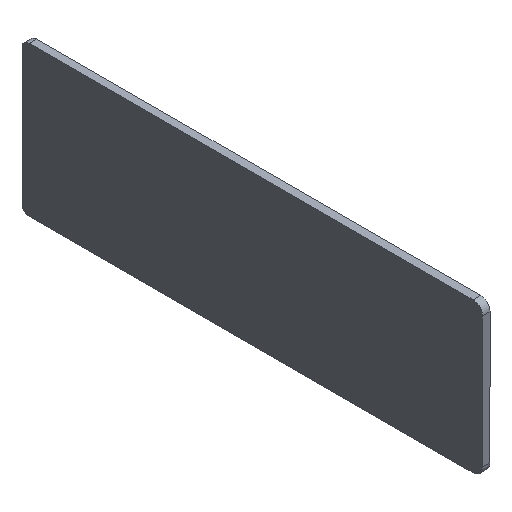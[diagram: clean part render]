
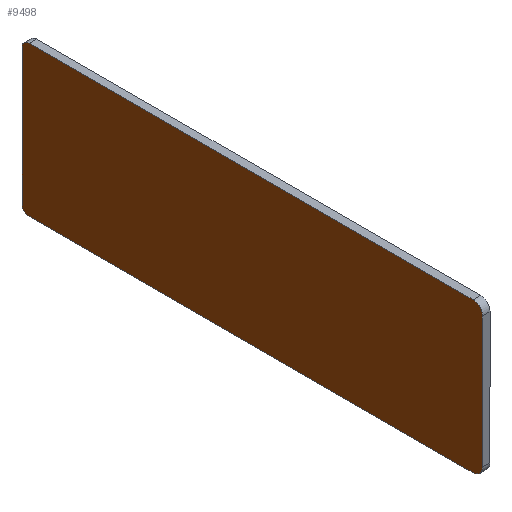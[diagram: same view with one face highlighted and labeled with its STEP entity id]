
A CAD part, isometric view. The second image highlights one B-rep face of the part: STEP entity #9498.
In plain terms, the highlighted planar face has unit normal (-1, 0, 0).
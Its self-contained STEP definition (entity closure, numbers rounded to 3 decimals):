
#496=PLANE('',#10164);
#752=FACE_OUTER_BOUND('',#1315,.T.);
#1315=EDGE_LOOP('',(#6846,#6847,#6848,#6849,#6850,#6851,#6852,#6853));
#1868=LINE('',#12796,#2846);
#2075=LINE('',#13756,#3053);
#2076=LINE('',#13760,#3054);
#2077=LINE('',#13763,#3055);
#2846=VECTOR('',#10653,10.);
#3053=VECTOR('',#11066,10.);
#3054=VECTOR('',#11069,1.);
#3055=VECTOR('',#11072,1.);
#3820=CIRCLE('',#10059,4.);
#3921=CIRCLE('',#10163,4.);
#3922=CIRCLE('',#10165,3.);
#3923=CIRCLE('',#10166,3.);
#4038=VERTEX_POINT('',#12783);
#4039=VERTEX_POINT('',#12784);
#4043=VERTEX_POINT('',#12794);
#4416=VERTEX_POINT('',#13751);
#4417=VERTEX_POINT('',#13755);
#4418=VERTEX_POINT('',#13757);
#4419=VERTEX_POINT('',#13759);
#4420=VERTEX_POINT('',#13761);
#4996=EDGE_CURVE('',#4038,#4039,#3820,.T.);
#5002=EDGE_CURVE('',#4038,#4043,#1868,.T.);
#5377=EDGE_CURVE('',#4416,#4043,#3921,.T.);
#5378=EDGE_CURVE('',#4416,#4417,#2075,.T.);
#5379=EDGE_CURVE('',#4418,#4417,#3922,.T.);
#5380=EDGE_CURVE('',#4419,#4418,#2076,.T.);
#5381=EDGE_CURVE('',#4420,#4419,#3923,.T.);
#5382=EDGE_CURVE('',#4039,#4420,#2077,.T.);
#6846=ORIENTED_EDGE('',*,*,#4996,.F.);
#6847=ORIENTED_EDGE('',*,*,#5002,.T.);
#6848=ORIENTED_EDGE('',*,*,#5377,.F.);
#6849=ORIENTED_EDGE('',*,*,#5378,.T.);
#6850=ORIENTED_EDGE('',*,*,#5379,.F.);
#6851=ORIENTED_EDGE('',*,*,#5380,.F.);
#6852=ORIENTED_EDGE('',*,*,#5381,.F.);
#6853=ORIENTED_EDGE('',*,*,#5382,.F.);
#9498=ADVANCED_FACE('',(#752),#496,.F.);
#10059=AXIS2_PLACEMENT_3D('',#12785,#10643,#10644);
#10163=AXIS2_PLACEMENT_3D('',#13753,#11062,#11063);
#10164=AXIS2_PLACEMENT_3D('',#13754,#11064,#11065);
#10165=AXIS2_PLACEMENT_3D('',#13758,#11067,#11068);
#10166=AXIS2_PLACEMENT_3D('',#13762,#11070,#11071);
#10643=DIRECTION('center_axis',(1.,0.,0.));
#10644=DIRECTION('ref_axis',(0.,-0.707,-0.707));
#10653=DIRECTION('',(0.,0.,1.));
#11062=DIRECTION('center_axis',(1.,0.,0.));
#11063=DIRECTION('ref_axis',(0.,-0.707,0.707));
#11064=DIRECTION('center_axis',(1.,0.,0.));
#11065=DIRECTION('ref_axis',(0.,1.,0.));
#11066=DIRECTION('',(0.,1.,0.));
#11067=DIRECTION('center_axis',(1.,0.,0.));
#11068=DIRECTION('ref_axis',(0.,0.707,0.707));
#11069=DIRECTION('',(0.,0.,1.));
#11070=DIRECTION('center_axis',(1.,0.,0.));
#11071=DIRECTION('ref_axis',(0.,0.707,-0.707));
#11072=DIRECTION('',(0.,1.,0.));
#12783=CARTESIAN_POINT('',(0.,-112.55,-27.75));
#12784=CARTESIAN_POINT('',(0.,-108.55,-31.75));
#12785=CARTESIAN_POINT('Origin',(0.,-108.55,-27.75));
#12794=CARTESIAN_POINT('',(0.,-112.55,27.75));
#12796=CARTESIAN_POINT('',(0.,-112.55,1.751));
#13751=CARTESIAN_POINT('',(0.,-108.55,31.75));
#13753=CARTESIAN_POINT('Origin',(0.,-108.55,27.75));
#13754=CARTESIAN_POINT('Origin',(0.,0.,0.));
#13755=CARTESIAN_POINT('',(0.,79.55,31.75));
#13756=CARTESIAN_POINT('',(0.,-41.275,31.75));
#13757=CARTESIAN_POINT('',(0.,82.55,28.75));
#13758=CARTESIAN_POINT('Origin',(0.,79.55,28.75));
#13759=CARTESIAN_POINT('',(0.,82.55,-28.75));
#13760=CARTESIAN_POINT('',(0.,82.55,-30.75));
#13761=CARTESIAN_POINT('',(0.,79.55,-31.75));
#13762=CARTESIAN_POINT('Origin',(0.,79.55,-28.75));
#13763=CARTESIAN_POINT('',(0.,-81.55,-31.75));
